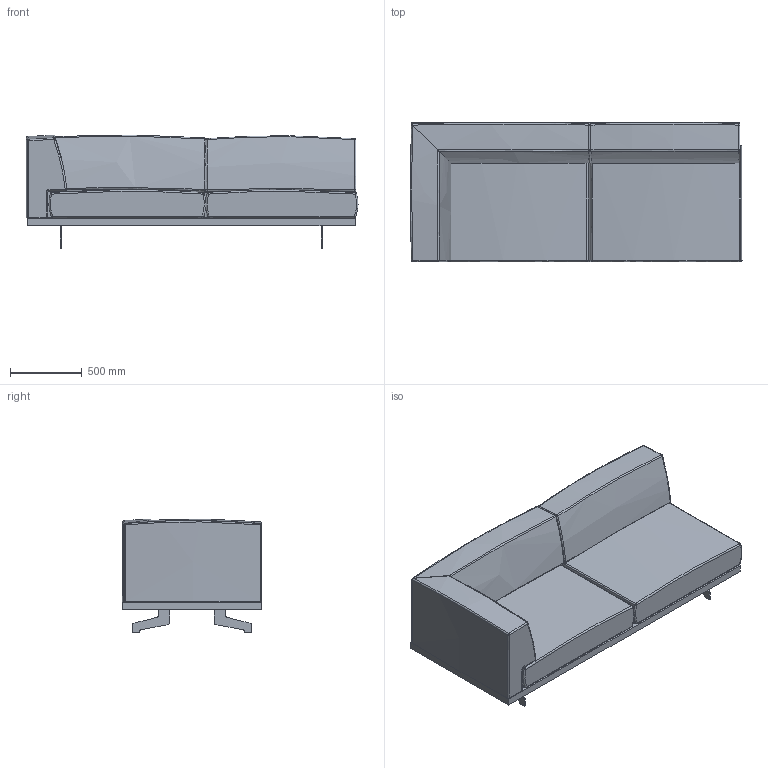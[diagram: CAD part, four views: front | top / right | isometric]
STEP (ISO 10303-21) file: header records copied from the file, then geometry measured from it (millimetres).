
FILE_DESCRIPTION(/* description */ (''),/* implementation_level */ '2;1');
FILE_NAME(/* name */ '470 Fancy angolo 228',/* time_stamp */ '2013-12-12T17:22:06+01:00',/* author */ (''),/* organization */ (''),/* preprocessor_version */ 'ST-DEVELOPER v10',/* originating_system */ '',/* authorisation */ '');
FILE_SCHEMA (('CONFIG_CONTROL_DESIGN'));
Length unit declared in the file: centimetre
Products named in the file (1): 1
Bounding box: 2310.44 x 970 x 791.8 mm (x, y, z)
Volume: 796645962 mm3; surface area: 15237234.3 mm2
Topology: 10 solids, 10 shells, 167 faces, 341 edges, 194 vertices
Faces by surface type: bspline 167
Entity records: 6270 total; most frequent: CARTESIAN_POINT 4342, ORIENTED_EDGE 682, EDGE_CURVE 341, VERTEX_POINT 194, ADVANCED_FACE 167, FACE_OUTER_BOUND 167, EDGE_LOOP 167, B_SPLINE_CURVE_WITH_KNOTS 68
